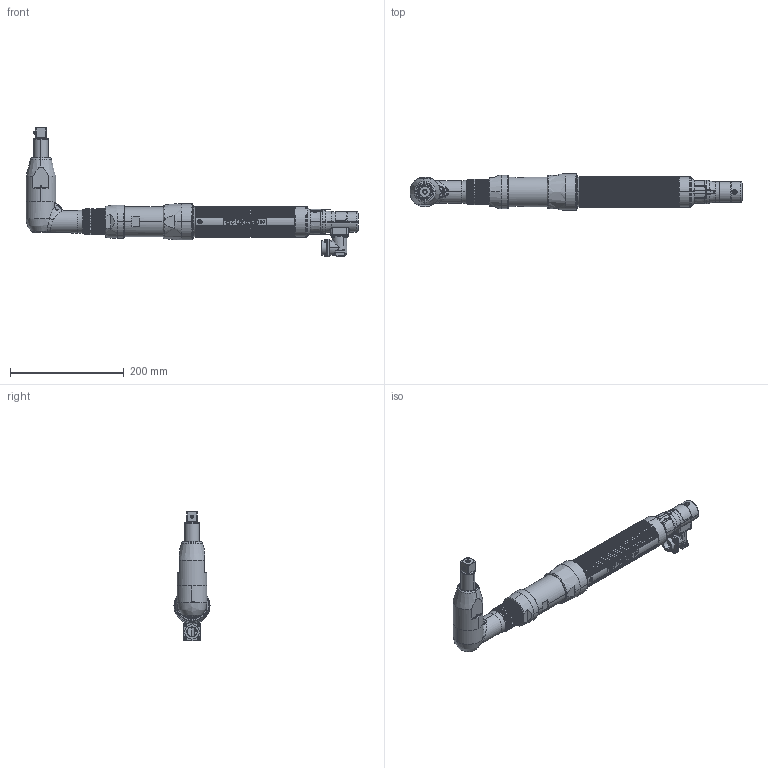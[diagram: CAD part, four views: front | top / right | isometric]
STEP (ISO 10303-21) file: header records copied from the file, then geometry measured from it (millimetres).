
FILE_DESCRIPTION((''),'2;1');
FILE_NAME('EB55MA26F1-160R','2015-11-24T',('CEG0317'),(''),'PRO/ENGINEER BY PARAMETRIC TECHNOLOGY CORPORATION, 2010430','PRO/ENGINEER BY PARAMETRIC TECHNOLOGY CORPORATION, 2010430','');
FILE_SCHEMA(('CONFIG_CONTROL_DESIGN'));
Length unit declared in the file: inch
Products named in the file (1): EB55MA26F1-160R
Bounding box: 582.94 x 63.44 x 227.06 mm (x, y, z)
Surface area: 221890.4 mm2 (no closed solid volume)
Topology: 0 solids, 269 shells, 1844 faces, 8370 edges, 6594 vertices
Faces by surface type: plane 672, cylinder 667, bspline 256, torus 159, cone 75, revolution 13, extrusion 2
Entity records: 104462 total; most frequent: CARTESIAN_POINT 40672, DIRECTION 12270, ORIENTED_EDGE 11761, EDGE_CURVE 8370, VERTEX_POINT 6594, VECTOR 4501, LINE 4499, AXIS2_PLACEMENT_3D 3878
